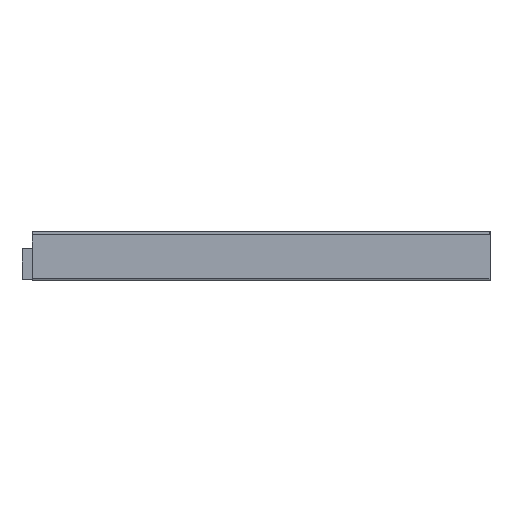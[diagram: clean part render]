
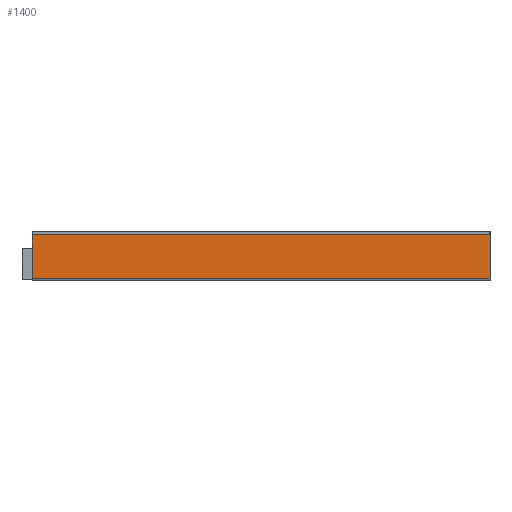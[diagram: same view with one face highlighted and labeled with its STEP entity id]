
A CAD part, top view. The second image highlights one B-rep face of the part: STEP entity #1400.
In plain terms, the highlighted planar face has unit normal (0, 0, 1).
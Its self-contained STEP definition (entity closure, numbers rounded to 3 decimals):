
#113 = LINE ( 'NONE', #543, #2010 ) ;
#161 = DIRECTION ( 'NONE',  ( -1., 0., 0. ) ) ;
#162 = CARTESIAN_POINT ( 'NONE',  ( -2., 0.7, 0. ) ) ;
#338 = LINE ( 'NONE', #1008, #2257 ) ;
#402 = VERTEX_POINT ( 'NONE', #162 ) ;
#511 = VERTEX_POINT ( 'NONE', #1956 ) ;
#543 = CARTESIAN_POINT ( 'NONE',  ( -2., 0.7, 0. ) ) ;
#649 = DIRECTION ( 'NONE',  ( 0., 1., 0. ) ) ;
#822 = CARTESIAN_POINT ( 'NONE',  ( 131.6, 0.7, 0. ) ) ;
#841 = VECTOR ( 'NONE', #1846, 1000. ) ;
#855 = ORIENTED_EDGE ( 'NONE', *, *, #1450, .T. ) ;
#858 = DIRECTION ( 'NONE',  ( 0., -1., 0. ) ) ;
#898 = FACE_OUTER_BOUND ( 'NONE', #1510, .T. ) ;
#954 = AXIS2_PLACEMENT_3D ( 'NONE', #1613, #1963, #161 ) ;
#985 = LINE ( 'NONE', #2198, #841 ) ;
#1002 = VERTEX_POINT ( 'NONE', #822 ) ;
#1008 = CARTESIAN_POINT ( 'NONE',  ( 131.6, 0., 0. ) ) ;
#1031 = EDGE_CURVE ( 'NONE', #1002, #511, #338, .T. ) ;
#1205 = CARTESIAN_POINT ( 'NONE',  ( -2., 13.4, 0. ) ) ;
#1239 = VECTOR ( 'NONE', #858, 1000. ) ;
#1296 = VERTEX_POINT ( 'NONE', #1205 ) ;
#1324 = EDGE_CURVE ( 'NONE', #1296, #402, #1851, .T. ) ;
#1400 = ADVANCED_FACE ( 'NONE', ( #898 ), #2096, .F. ) ;
#1405 = DIRECTION ( 'NONE',  ( 1., 0., 0. ) ) ;
#1450 = EDGE_CURVE ( 'NONE', #402, #1002, #113, .T. ) ;
#1510 = EDGE_LOOP ( 'NONE', ( #855, #2102, #2237, #1783 ) ) ;
#1613 = CARTESIAN_POINT ( 'NONE',  ( 0., 0., 0. ) ) ;
#1760 = CARTESIAN_POINT ( 'NONE',  ( -2., 0., 0. ) ) ;
#1783 = ORIENTED_EDGE ( 'NONE', *, *, #1324, .T. ) ;
#1846 = DIRECTION ( 'NONE',  ( -1., 0., 0. ) ) ;
#1851 = LINE ( 'NONE', #1760, #1239 ) ;
#1862 = EDGE_CURVE ( 'NONE', #511, #1296, #985, .T. ) ;
#1956 = CARTESIAN_POINT ( 'NONE',  ( 131.6, 13.4, 0. ) ) ;
#1963 = DIRECTION ( 'NONE',  ( 0., 0., -1. ) ) ;
#2010 = VECTOR ( 'NONE', #1405, 1000. ) ;
#2096 = PLANE ( 'NONE',  #954 ) ;
#2102 = ORIENTED_EDGE ( 'NONE', *, *, #1031, .T. ) ;
#2198 = CARTESIAN_POINT ( 'NONE',  ( -2., 13.4, 0. ) ) ;
#2237 = ORIENTED_EDGE ( 'NONE', *, *, #1862, .T. ) ;
#2257 = VECTOR ( 'NONE', #649, 1000. ) ;
